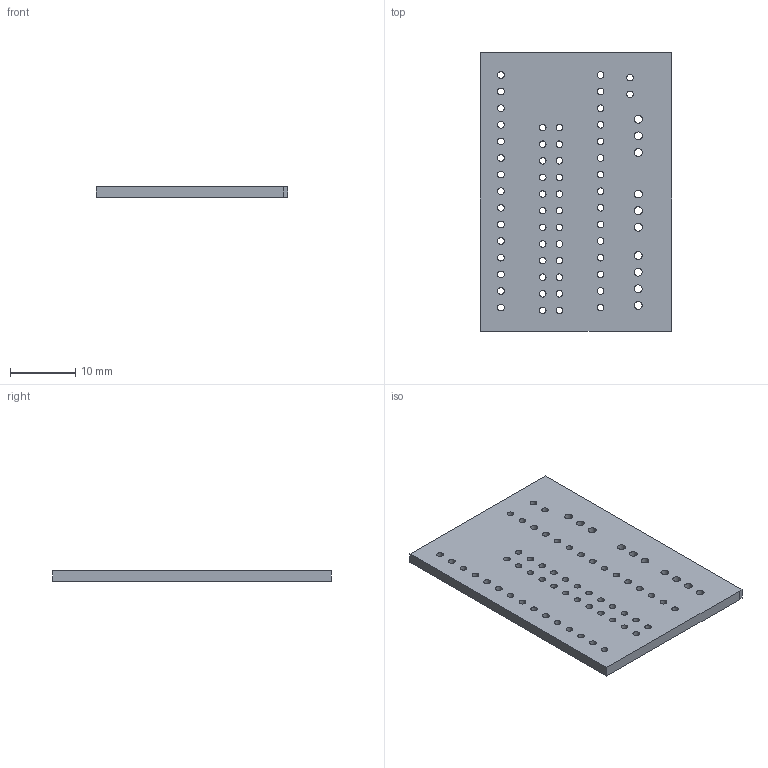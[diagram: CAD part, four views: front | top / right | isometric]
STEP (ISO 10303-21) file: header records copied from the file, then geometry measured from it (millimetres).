
FILE_DESCRIPTION(('FreeCAD Model'),'2;1');
FILE_NAME('NANO IO.step','2019-11-14T12:25:59',('Author'),( ''),'Open CASCADE STEP processor 7.2','FreeCAD','Unknown');
FILE_SCHEMA(('AUTOMOTIVE_DESIGN { 1 0 10303 214 1 1 1 1 }'));
Length unit declared in the file: millimetre
Products named in the file (5): NANO_IO; Board_Geoms; Local_CS; Pcb; Step_Models
Assembly tree (4 placements, depth 3):
  NANO_IO
    Board_Geoms
      Local_CS
      Pcb
    Step_Models
Bounding box: 29.21 x 42.55 x 1.6 mm (x, y, z)
Volume: 1898.7 mm3; surface area: 2947.2 mm2
Topology: 1 solids, 1 shells, 73 faces, 213 edges, 142 vertices
Faces by surface type: cylinder 66, plane 7
Full cylindrical faces by diameter (mm): 1 x26, 1.016 x30, 1.2 x10
Entity records: 2856 total; most frequent: DIRECTION 501, CARTESIAN_POINT 433, ORIENTED_EDGE 426, EDGE_CURVE 213, AXIS2_PLACEMENT_3D 210, FACE_BOUND 205, EDGE_LOOP 205, VERTEX_POINT 142
